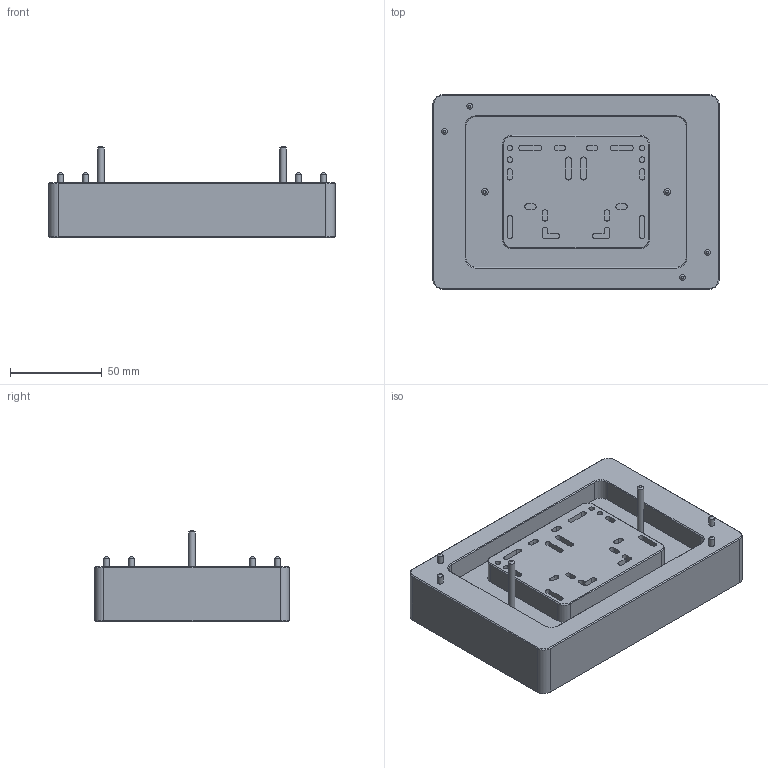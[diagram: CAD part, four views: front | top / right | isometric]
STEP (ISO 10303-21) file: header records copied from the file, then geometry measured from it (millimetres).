
FILE_DESCRIPTION(/* description */ ('Unknown'),/* implementation_level */ '2;1');
FILE_NAME(/* name */ 'flow E3 bottom',/* time_stamp */ '2023-05-24T14:45:21+02:00',/* author */ ('Unknown'),/* organization */ ('Unknown'),/* preprocessor_version */ 'ST-DEVELOPER v18.102',/* originating_system */ 'Solid Edge',/* authorisation */ 'Unknown');
FILE_SCHEMA (('AUTOMOTIVE_DESIGN {1 0 10303 214 3 1 1}'));
Length unit declared in the file: millimetre
Products named in the file (4): PRESS-IN; poz_csap; poz_csap_nyak; FlowE3-4T12_Bottom_adapter_2
Assembly tree (7 placements, depth 2):
  PRESS-IN
    poz_csap  x2
    poz_csap_nyak  x4
    FlowE3-4T12_Bottom_adapter_2
Bounding box: 156 x 106 x 50 mm (x, y, z)
Volume: 435306.3 mm3; surface area: 59913 mm2
Topology: 7 solids, 7 shells, 190 faces, 422 edges, 270 vertices
Faces by surface type: plane 102, cylinder 62, cone 26
Full cylindrical faces by diameter (mm): 3 x14, 3.5 x2
Entity records: 4832 total; most frequent: DIRECTION 862, CARTESIAN_POINT 798, ORIENTED_EDGE 740, EDGE_CURVE 370, AXIS2_PLACEMENT_3D 312, VERTEX_POINT 248, LINE 238, VECTOR 238
